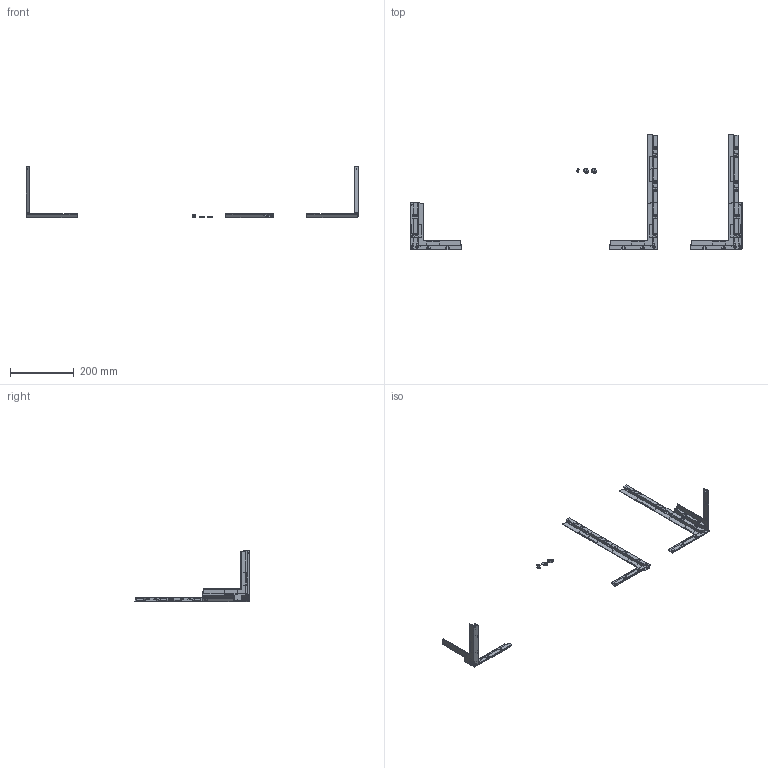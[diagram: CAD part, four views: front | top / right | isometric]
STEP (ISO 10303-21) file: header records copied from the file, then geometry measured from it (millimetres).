
FILE_DESCRIPTION(/* description */ (''),/* implementation_level */ '2;1');
FILE_NAME(/* name */ 'monolith_panels_10.5mm.step',/* time_stamp */ '2025-08-28T14:04:28-05:00',/* author */ (''),/* organization */ (''),/* preprocessor_version */ 'ST-DEVELOPER v20.1',/* originating_system */ 'Autodesk Translation Framework v14.10.0.0',/* authorisation */ '');
FILE_SCHEMA (('AUTOMOTIVE_DESIGN { 1 0 10303 214 3 1 1 }'));
Length unit declared in the file: millimetre
Products named in the file (12): (Unsaved); Corner A; Corner B; Corner; Side Half 1; Side Half 2; Side Full; Corner Clamp BCHS; Clip; Corner C; Corner D; Corner Clamp FHCS
Assembly tree (11 placements, depth 2):
  (Unsaved)
    Corner A
    Corner B
    Corner
    Side Half 1
    Side Half 2
    Side Full
    Corner Clamp BCHS
    Clip
    Corner C
    Corner D
    Corner Clamp FHCS
Bounding box: 1045 x 364.2 x 162.23 mm (x, y, z)
Volume: 256013.8 mm3; surface area: 156128.6 mm2
Topology: 11 solids, 11 shells, 1540 faces, 3998 edges, 2497 vertices
Faces by surface type: plane 1208, cylinder 205, bspline 54, cone 50, torus 18, sphere 5
Full cylindrical faces by diameter (mm): 3.4 x29, 4.2 x4, 4.7 x5, 6 x2
Entity records: 48811 total; most frequent: CARTESIAN_POINT 11100, ORIENTED_EDGE 7996, DIRECTION 7334, EDGE_CURVE 3998, LINE 3252, VECTOR 3252, VERTEX_POINT 2497, AXIS2_PLACEMENT_3D 2041
